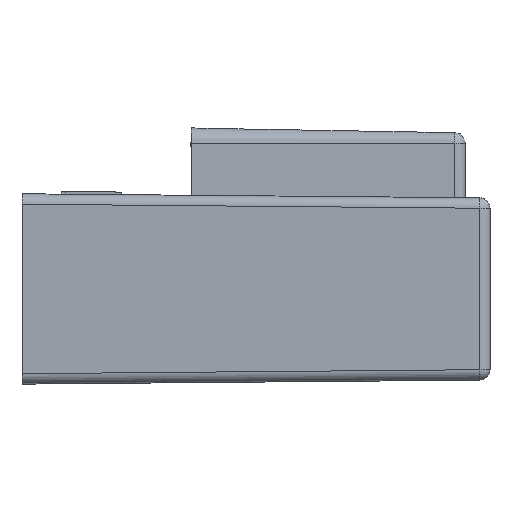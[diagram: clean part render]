
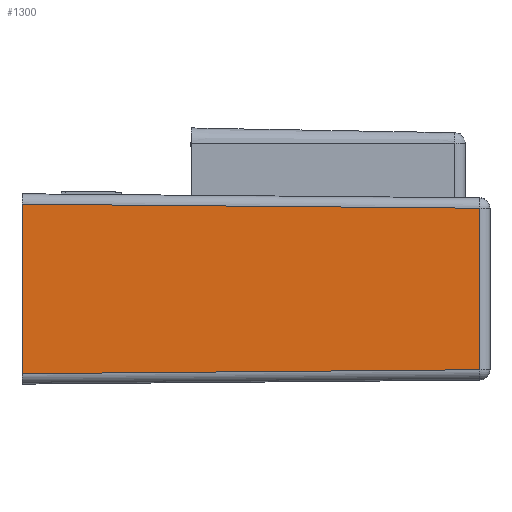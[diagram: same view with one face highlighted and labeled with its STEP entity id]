
A CAD part, left-side view. The second image highlights one B-rep face of the part: STEP entity #1300.
In plain terms, the highlighted planar face has unit normal (-1, -0.009, 0).
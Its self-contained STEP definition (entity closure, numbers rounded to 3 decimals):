
#756=FACE_OUTER_BOUND('',#2434,.T.);
#1300=ADVANCED_FACE('',(#756),#1846,.F.);
#1846=PLANE('',#11473);
#2434=EDGE_LOOP('',(#7689,#7690,#7691,#7692));
#3104=LINE('',#15321,#4541);
#3759=LINE('',#16664,#5196);
#3760=LINE('',#16666,#5197);
#3761=LINE('',#16668,#5198);
#4541=VECTOR('',#12242,1.);
#5196=VECTOR('',#13561,1.);
#5197=VECTOR('',#13562,1.);
#5198=VECTOR('',#13563,1.);
#7689=ORIENTED_EDGE('',*,*,#10021,.F.);
#7690=ORIENTED_EDGE('',*,*,#10692,.T.);
#7691=ORIENTED_EDGE('',*,*,#10693,.T.);
#7692=ORIENTED_EDGE('',*,*,#10694,.T.);
#9008=VERTEX_POINT('',#15320);
#9009=VERTEX_POINT('',#15322);
#9349=VERTEX_POINT('',#16665);
#9350=VERTEX_POINT('',#16667);
#10021=EDGE_CURVE('',#9008,#9009,#3104,.T.);
#10692=EDGE_CURVE('',#9008,#9349,#3759,.T.);
#10693=EDGE_CURVE('',#9349,#9350,#3760,.T.);
#10694=EDGE_CURVE('',#9350,#9009,#3761,.T.);
#11473=AXIS2_PLACEMENT_3D('',#16669,#13564,#13565);
#12242=DIRECTION('',(0.,0.,1.));
#13561=DIRECTION('',(0.009,-1.,0.009));
#13562=DIRECTION('',(0.,0.,1.));
#13563=DIRECTION('',(-0.009,1.,0.009));
#13564=DIRECTION('',(1.,0.009,0.));
#13565=DIRECTION('',(-0.009,1.,0.));
#15320=CARTESIAN_POINT('',(-28.433,17.95,-3.25));
#15321=CARTESIAN_POINT('',(-28.433,17.95,-3.65));
#15322=CARTESIAN_POINT('',(-28.433,17.95,3.25));
#16664=CARTESIAN_POINT('',(-28.432,17.829,-3.249));
#16665=CARTESIAN_POINT('',(-28.28,0.397,-3.097));
#16666=CARTESIAN_POINT('',(-28.28,0.397,3.65));
#16667=CARTESIAN_POINT('',(-28.28,0.397,3.097));
#16668=CARTESIAN_POINT('',(-28.433,17.953,3.25));
#16669=CARTESIAN_POINT('',(-28.433,17.95,3.65));
